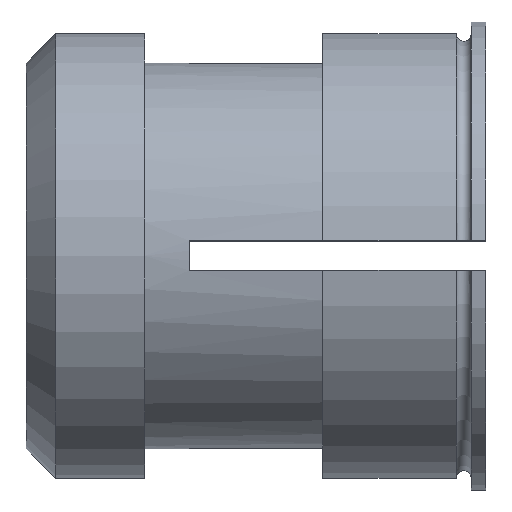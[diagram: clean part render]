
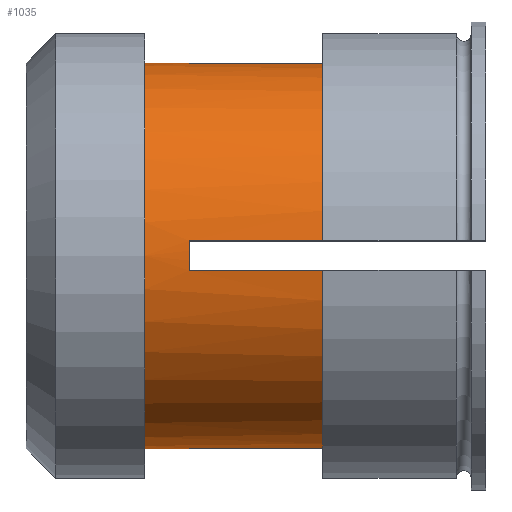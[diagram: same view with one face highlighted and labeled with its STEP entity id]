
A CAD part, top view. The second image highlights one B-rep face of the part: STEP entity #1035.
In plain terms, the highlighted cylindrical face has radius 6.5 mm (diameter 13 mm), a partial arc.
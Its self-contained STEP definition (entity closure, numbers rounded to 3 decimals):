
#57=CARTESIAN_POINT('',(4.,0.,0.));
#58=DIRECTION('',(1.,0.,0.));
#59=DIRECTION('',(0.,1.,0.));
#60=AXIS2_PLACEMENT_3D('',#57,#58,#59);
#67=CARTESIAN_POINT('',(5.5,0.,0.));
#68=DIRECTION('',(1.,0.,0.));
#69=DIRECTION('',(0.,0.077,0.997));
#70=AXIS2_PLACEMENT_3D('',#67,#68,#69);
#72=DIRECTION('',(1.,0.,0.));
#73=VECTOR('',#72,4.5);
#74=CARTESIAN_POINT('',(5.5,-0.5,6.481));
#75=LINE('',#74,#73);
#76=CARTESIAN_POINT('',(10.,0.,0.));
#77=DIRECTION('',(1.,0.,0.));
#78=DIRECTION('',(0.,-0.077,0.997));
#79=AXIS2_PLACEMENT_3D('',#76,#77,#78);
#81=DIRECTION('',(1.,0.,0.));
#82=VECTOR('',#81,4.5);
#83=CARTESIAN_POINT('',(5.5,-6.481,0.5));
#84=LINE('',#83,#82);
#85=CARTESIAN_POINT('',(5.5,0.,0.));
#86=DIRECTION('',(1.,0.,0.));
#87=DIRECTION('',(0.,-0.997,0.077));
#88=AXIS2_PLACEMENT_3D('',#85,#86,#87);
#90=CARTESIAN_POINT('',(5.5,0.,0.));
#91=DIRECTION('',(1.,0.,0.));
#92=DIRECTION('',(0.,1.,0.));
#93=AXIS2_PLACEMENT_3D('',#90,#91,#92);
#95=DIRECTION('',(1.,0.,0.));
#96=VECTOR('',#95,4.5);
#97=CARTESIAN_POINT('',(5.5,6.481,0.5));
#98=LINE('',#97,#96);
#99=CARTESIAN_POINT('',(10.,0.,0.));
#100=DIRECTION('',(1.,0.,0.));
#101=DIRECTION('',(0.,0.997,0.077));
#102=AXIS2_PLACEMENT_3D('',#99,#100,#101);
#104=DIRECTION('',(1.,0.,0.));
#105=VECTOR('',#104,4.5);
#106=CARTESIAN_POINT('',(5.5,0.5,6.481));
#107=LINE('',#106,#105);
#431=DIRECTION('',(-1.,0.,0.));
#432=VECTOR('',#431,1.5);
#433=CARTESIAN_POINT('',(5.5,6.5,0.));
#434=LINE('',#433,#432);
#435=DIRECTION('',(-1.,0.,0.));
#436=VECTOR('',#435,1.5);
#437=CARTESIAN_POINT('',(5.5,-6.5,0.));
#438=LINE('',#437,#436);
#727=CARTESIAN_POINT('',(4.,6.5,0.));
#728=CARTESIAN_POINT('',(4.,-6.5,0.));
#729=VERTEX_POINT('',#727);
#730=VERTEX_POINT('',#728);
#771=CARTESIAN_POINT('',(10.,6.481,0.5));
#772=VERTEX_POINT('',#771);
#773=CARTESIAN_POINT('',(10.,-6.481,0.5));
#774=VERTEX_POINT('',#773);
#783=CARTESIAN_POINT('',(5.5,6.5,0.));
#784=CARTESIAN_POINT('',(5.5,6.481,0.5));
#785=VERTEX_POINT('',#783);
#786=VERTEX_POINT('',#784);
#787=CARTESIAN_POINT('',(5.5,-6.481,0.5));
#788=CARTESIAN_POINT('',(5.5,-6.5,0.));
#789=VERTEX_POINT('',#787);
#790=VERTEX_POINT('',#788);
#855=CARTESIAN_POINT('',(10.,-0.5,6.481));
#856=VERTEX_POINT('',#855);
#861=CARTESIAN_POINT('',(10.,0.5,6.481));
#862=VERTEX_POINT('',#861);
#867=CARTESIAN_POINT('',(5.5,0.5,6.481));
#868=CARTESIAN_POINT('',(5.5,-0.5,6.481));
#869=VERTEX_POINT('',#867);
#870=VERTEX_POINT('',#868);
#1005=CARTESIAN_POINT('',(-0.775,0.,0.));
#1006=DIRECTION('',(1.,0.,0.));
#1007=DIRECTION('',(0.,-1.,0.));
#1008=AXIS2_PLACEMENT_3D('',#1005,#1006,#1007);
#1009=CYLINDRICAL_SURFACE('',#1008,6.5);
#1011=ORIENTED_EDGE('',*,*,#1010,.T.);
#1013=ORIENTED_EDGE('',*,*,#1012,.T.);
#1015=ORIENTED_EDGE('',*,*,#1014,.T.);
#1017=ORIENTED_EDGE('',*,*,#1016,.F.);
#1019=ORIENTED_EDGE('',*,*,#1018,.T.);
#1021=ORIENTED_EDGE('',*,*,#1020,.T.);
#1022=ORIENTED_EDGE('',*,*,#998,.F.);
#1024=ORIENTED_EDGE('',*,*,#1023,.F.);
#1026=ORIENTED_EDGE('',*,*,#1025,.T.);
#1028=ORIENTED_EDGE('',*,*,#1027,.T.);
#1030=ORIENTED_EDGE('',*,*,#1029,.T.);
#1032=ORIENTED_EDGE('',*,*,#1031,.F.);
#1033=EDGE_LOOP('',(#1011,#1013,#1015,#1017,#1019,#1021,#1022,#1024,#1026,#1028,
#1030,#1032));
#1034=FACE_OUTER_BOUND('',#1033,.F.);
#61=CIRCLE('',#60,6.5);
#71=CIRCLE('',#70,6.5);
#80=CIRCLE('',#79,6.5);
#89=CIRCLE('',#88,6.5);
#94=CIRCLE('',#93,6.5);
#103=CIRCLE('',#102,6.5);
#998=EDGE_CURVE('',#729,#730,#61,.T.);
#1010=EDGE_CURVE('',#869,#870,#71,.T.);
#1012=EDGE_CURVE('',#870,#856,#75,.T.);
#1014=EDGE_CURVE('',#856,#774,#80,.T.);
#1016=EDGE_CURVE('',#789,#774,#84,.T.);
#1018=EDGE_CURVE('',#789,#790,#89,.T.);
#1020=EDGE_CURVE('',#790,#730,#438,.T.);
#1023=EDGE_CURVE('',#785,#729,#434,.T.);
#1025=EDGE_CURVE('',#785,#786,#94,.T.);
#1027=EDGE_CURVE('',#786,#772,#98,.T.);
#1029=EDGE_CURVE('',#772,#862,#103,.T.);
#1031=EDGE_CURVE('',#869,#862,#107,.T.);
#1035=ADVANCED_FACE('',(#1034),#1009,.T.);
